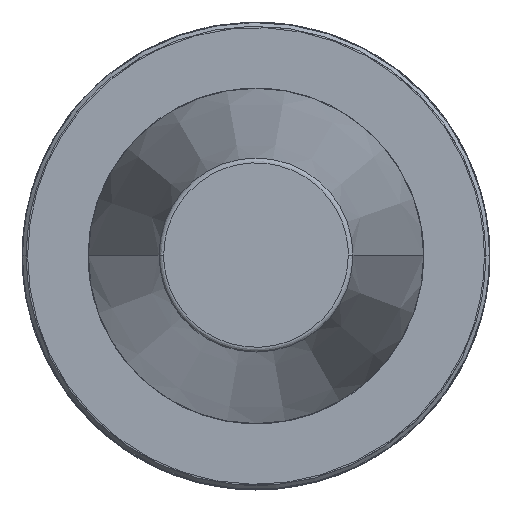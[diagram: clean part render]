
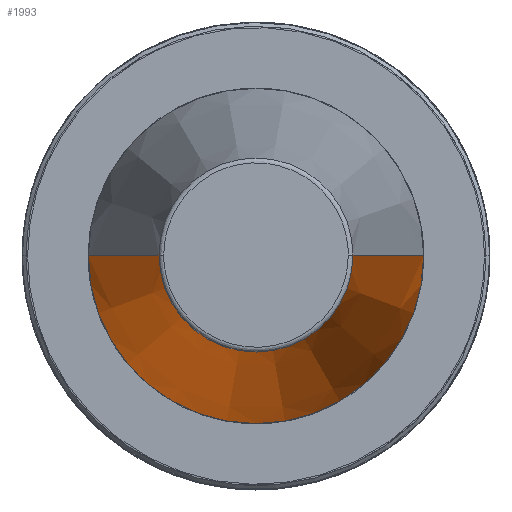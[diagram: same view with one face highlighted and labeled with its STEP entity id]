
A CAD part, top view. The second image highlights one B-rep face of the part: STEP entity #1993.
In plain terms, the highlighted conical face has half-angle 8.297 degrees and reference radius 34.925 mm.
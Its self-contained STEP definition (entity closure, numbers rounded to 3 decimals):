
#12 = DIRECTION ( 'NONE',  ( -1., 0., 0. ) ) ;
#15 = DIRECTION ( 'NONE',  ( 0., 0., -1. ) ) ;
#16 = DIRECTION ( 'NONE',  ( -1., 0., 0. ) ) ;
#18 = CARTESIAN_POINT ( 'NONE',  ( 0., 0., 100.894 ) ) ;
#20 = DIRECTION ( 'NONE',  ( 0., 0., 1. ) ) ;
#29 = CARTESIAN_POINT ( 'NONE',  ( 0., 0., 0. ) ) ;
#392 = CARTESIAN_POINT ( 'NONE',  ( 34.925, 0., 0. ) ) ;
#462 = DIRECTION ( 'NONE',  ( 0.144, 0., -0.99 ) ) ;
#474 = CARTESIAN_POINT ( 'NONE',  ( 34.925, 0., 0. ) ) ;
#662 = EDGE_CURVE ( 'NONE', #2750, #2717, #1789, .T. ) ;
#694 = VERTEX_POINT ( 'NONE', #1667 ) ;
#907 = ORIENTED_EDGE ( 'NONE', *, *, #2500, .T. ) ;
#913 = AXIS2_PLACEMENT_3D ( 'NONE', #18, #15, #12 ) ;
#1011 = ORIENTED_EDGE ( 'NONE', *, *, #662, .T. ) ;
#1088 = DIRECTION ( 'NONE',  ( -1., 0., 0. ) ) ;
#1101 = DIRECTION ( 'NONE',  ( 0., 0., -1. ) ) ;
#1105 = CARTESIAN_POINT ( 'NONE',  ( 0., 0., 0. ) ) ;
#1360 = EDGE_CURVE ( 'NONE', #694, #2750, #2895, .T. ) ;
#1451 = AXIS2_PLACEMENT_3D ( 'NONE', #29, #20, #16 ) ;
#1572 = ORIENTED_EDGE ( 'NONE', *, *, #2335, .F. ) ;
#1657 = EDGE_LOOP ( 'NONE', ( #1572, #2937, #1011, #907 ) ) ;
#1667 = CARTESIAN_POINT ( 'NONE',  ( 20.211, 0., 100.894 ) ) ;
#1685 = CARTESIAN_POINT ( 'NONE',  ( -34.925, 0., 0. ) ) ;
#1702 = DIRECTION ( 'NONE',  ( -0.144, 0., -0.99 ) ) ;
#1789 = LINE ( 'NONE', #1685, #1820 ) ;
#1820 = VECTOR ( 'NONE', #1702, 1000. ) ;
#1993 = ADVANCED_FACE ( 'NONE', ( #3405 ), #3433, .T. ) ;
#2303 = LINE ( 'NONE', #474, #2311 ) ;
#2311 = VECTOR ( 'NONE', #462, 1000. ) ;
#2323 = CIRCLE ( 'NONE', #1451, 34.925 ) ;
#2335 = EDGE_CURVE ( 'NONE', #694, #3126, #2303, .T. ) ;
#2500 = EDGE_CURVE ( 'NONE', #2717, #3126, #2323, .T. ) ;
#2717 = VERTEX_POINT ( 'NONE', #3201 ) ;
#2750 = VERTEX_POINT ( 'NONE', #2869 ) ;
#2869 = CARTESIAN_POINT ( 'NONE',  ( -20.211, 0., 100.894 ) ) ;
#2895 = CIRCLE ( 'NONE', #913, 20.211 ) ;
#2937 = ORIENTED_EDGE ( 'NONE', *, *, #1360, .T. ) ;
#3126 = VERTEX_POINT ( 'NONE', #392 ) ;
#3177 = AXIS2_PLACEMENT_3D ( 'NONE', #1105, #1101, #1088 ) ;
#3201 = CARTESIAN_POINT ( 'NONE',  ( -34.925, 0., 0. ) ) ;
#3405 = FACE_OUTER_BOUND ( 'NONE', #1657, .T. ) ;
#3433 = CONICAL_SURFACE ( 'NONE', #3177, 34.925, 0.145 ) ;
